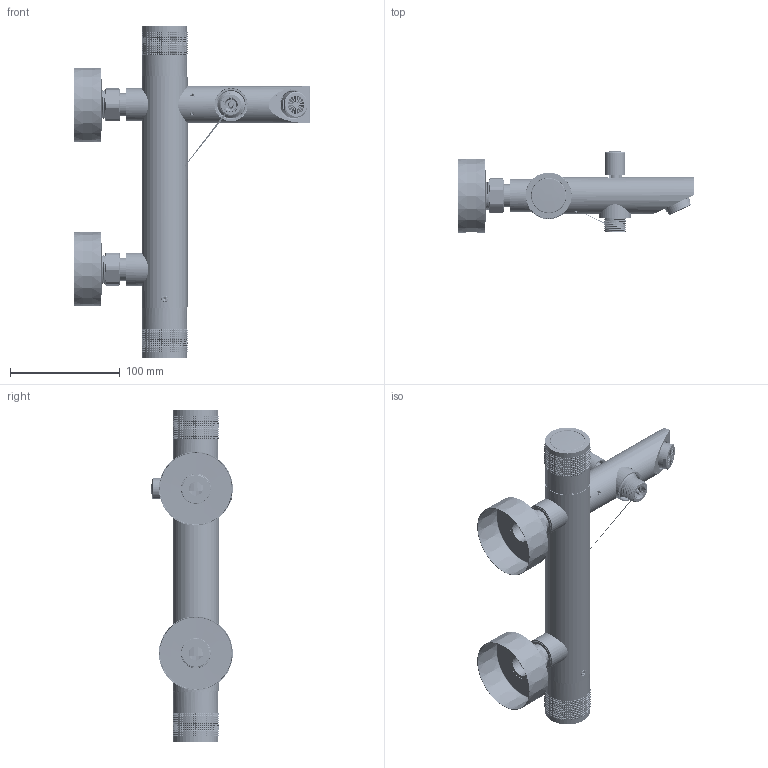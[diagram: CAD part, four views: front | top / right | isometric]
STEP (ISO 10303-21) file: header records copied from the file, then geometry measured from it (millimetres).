
FILE_DESCRIPTION (( 'STEP AP203' ), '1' );
FILE_NAME ('84CP12510.STEP', '2025-11-12T11:05:30', ( '' ), ( '' ), 'SwSTEP 2.0', 'SolidWorks 2021', '' );
FILE_SCHEMA (( 'CONFIG_CONTROL_DESIGN' ));
Length unit declared in the file: millimetre
Products named in the file (1): 84CP12510
Bounding box: 215.11 x 74.52 x 302.51 mm (x, y, z)
Surface area: 205193.2 mm2 (no closed solid volume)
Topology: 0 solids, 36 shells, 7156 faces, 20933 edges, 13925 vertices
Faces by surface type: plane 3331, cylinder 3322, bspline 325, cone 138, torus 39, sphere 1
Full cylindrical faces by diameter (mm): 2.5 x13, 2.7 x1, 2.828 x1, 2.974 x1, 3.074 x1, 3.674 x2, 3.774 x1, 3.8 x1, 4.2 x2, 4.5 x8, 4.8 x2, 4.809 x1, 5.8 x1, 6 x1, 9.161 x1, 9.754 x1, 10.7 x2, 12.057 x1, 12.7 x2, 12.751 x1, 13 x1, 13.5 x1, 13.513 x1, 13.699 x1, 13.801 x1, 14.004 x2, 14.105 x2, 14.309 x1, 14.901 x2, 14.952 x1
Entity records: 268565 total; most frequent: CARTESIAN_POINT 90578, ORIENTED_EDGE 40766, DIRECTION 33743, EDGE_CURVE 20387, VERTEX_POINT 13733, AXIS2_PLACEMENT_3D 13626, EDGE_LOOP 7606, FACE_OUTER_BOUND 7323
